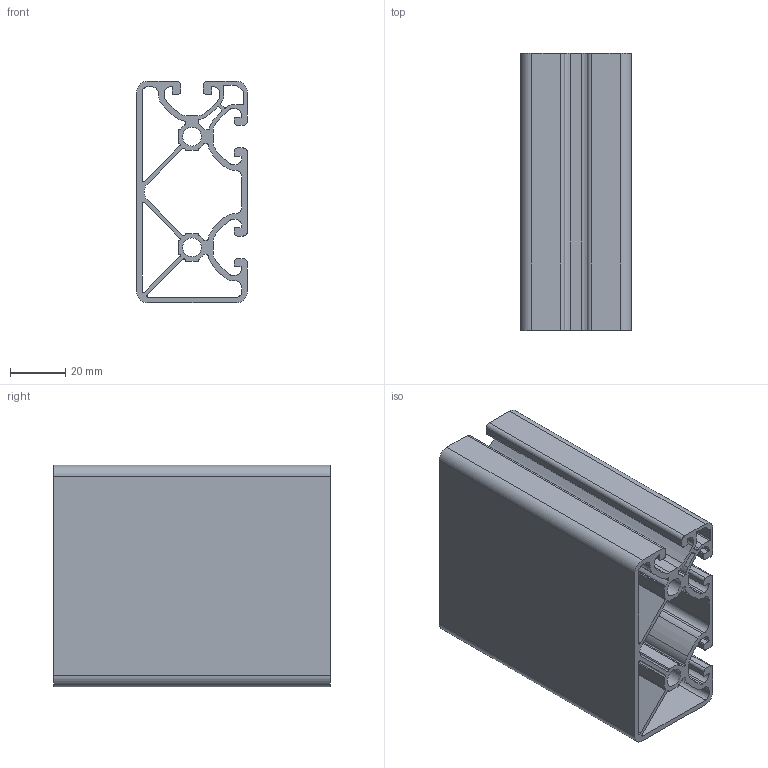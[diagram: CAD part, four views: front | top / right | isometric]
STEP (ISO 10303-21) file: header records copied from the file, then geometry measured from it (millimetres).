
FILE_DESCRIPTION( ( 'Unknown' ), '1' );
FILE_NAME( '7118074', 'Unknown', ( 'Unknown' ), ( 'JUGARD+KÜNSTNER GmbH' ), 'XStep 1.0', 'Unknown', ' ' );
FILE_SCHEMA( ( 'automotive_design' ) );
Length unit declared in the file: millimetre
Products named in the file (1): 1
Bounding box: 40 x 100 x 80 mm (x, y, z)
Volume: 84638.4 mm3; surface area: 84649.6 mm2
Topology: 1 solids, 1 shells, 214 faces, 636 edges, 424 vertices
Faces by surface type: cylinder 129, plane 85
Full cylindrical faces by diameter (mm): 6.8 x2
Entity records: 9028 total; most frequent: DIRECTION 1322, CARTESIAN_POINT 1273, ORIENTED_EDGE 1268, EDGE_CURVE 634, AXIS2_PLACEMENT_3D 473, VERTEX_POINT 424, LINE 376, VECTOR 376
